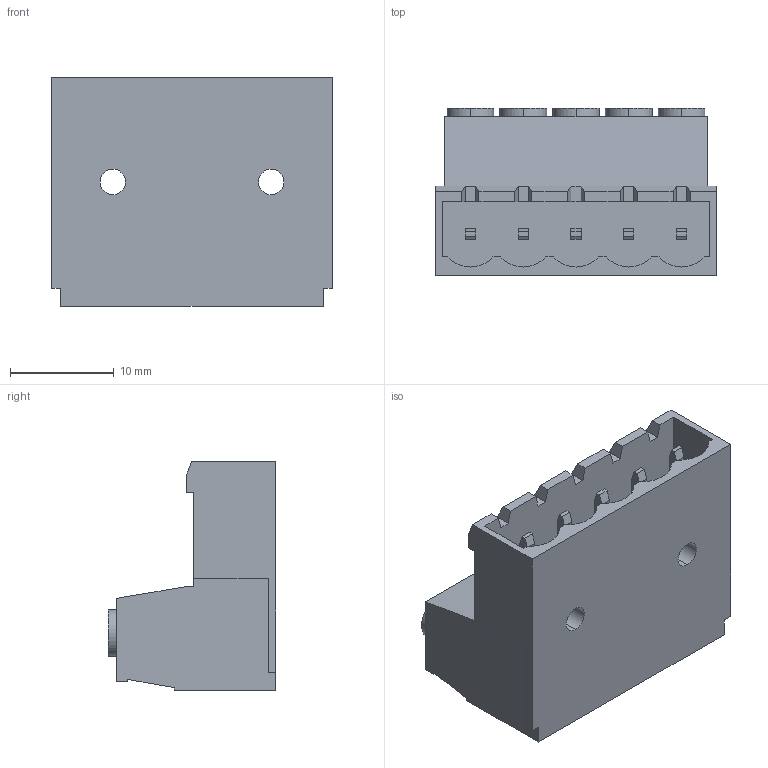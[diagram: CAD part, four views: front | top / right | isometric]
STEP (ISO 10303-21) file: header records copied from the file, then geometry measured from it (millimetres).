
FILE_DESCRIPTION (( 'STEP AP203' ), '1' );
FILE_NAME ('SOKETLI KABLO BIRLESIRICI KLEMENS - 5,08 MM KABLO BIRLESTIRICI ERKEK - 5 LI.STEP', '2018-09-14T14:20:19', ( 'user' ), ( '' ), 'SwSTEP 2.0', 'SolidWorks 2016', '' );
FILE_SCHEMA (( 'CONFIG_CONTROL_DESIGN' ));
Length unit declared in the file: millimetre
Products named in the file (1): SOKETLI KABLO BIRLESIRICI KLEMENS - 5,08 MM  KABLO BIRLESTIRICI ERKEK - 5 LI
Bounding box: 27.01 x 16.15 x 22 mm (x, y, z)
Volume: 4550.5 mm3; surface area: 3932.8 mm2
Topology: 1 solids, 1 shells, 202 faces, 515 edges, 340 vertices
Faces by surface type: plane 173, cylinder 29
Entity records: 6122 total; most frequent: CARTESIAN_POINT 1058, ORIENTED_EDGE 1030, DIRECTION 999, EDGE_CURVE 515, VECTOR 437, LINE 437, VERTEX_POINT 340, AXIS2_PLACEMENT_3D 281
